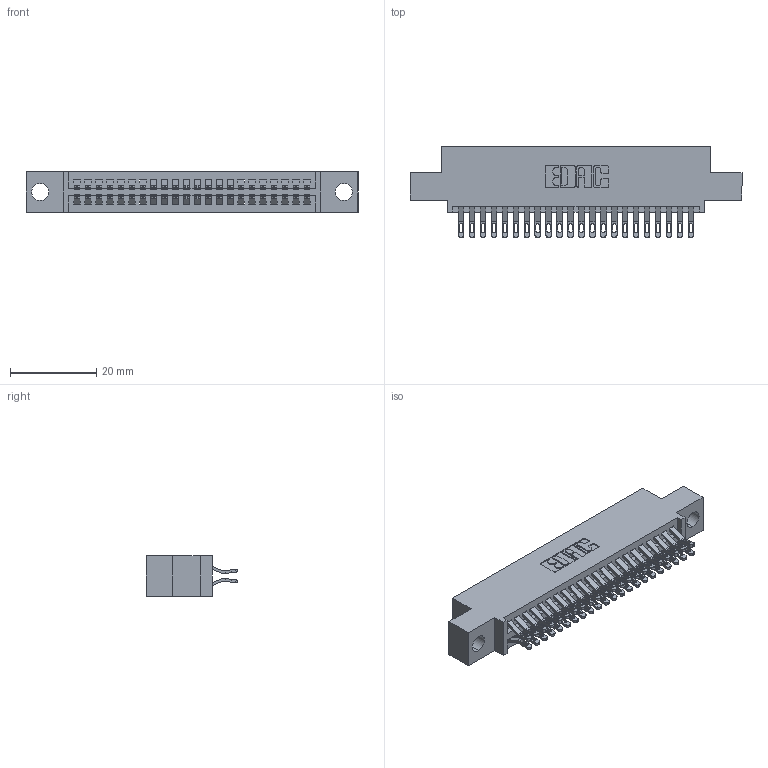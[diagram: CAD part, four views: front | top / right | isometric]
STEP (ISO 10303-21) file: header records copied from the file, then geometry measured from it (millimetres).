
FILE_DESCRIPTION (( 'STEP AP203' ), '1' );
FILE_NAME ('395-044-555-504.STEP', '2021-06-16T22:45:09', ( '' ), ( '' ), 'SwSTEP 2.0', 'SolidWorks 2020', '' );
FILE_SCHEMA (( 'CONFIG_CONTROL_DESIGN' ));
Length unit declared in the file: inch
Products named in the file (3): 345 Part_0.110 Offset - 0.156 Dia-TI; 395-044-555-504; 345-292-001_555 Tail
Assembly tree (45 placements, depth 2):
  395-044-555-504
    345 Part_0.110 Offset - 0.156 Dia-TI
    345-292-001_555 Tail  x44
Bounding box: 77.09 x 21.13 x 9.4 mm (x, y, z)
Volume: 7251.2 mm3; surface area: 10719.4 mm2
Topology: 45 solids, 45 shells, 2608 faces, 8177 edges, 5450 vertices
Faces by surface type: plane 1462, cylinder 1146
Entity records: 20831 total; most frequent: CARTESIAN_POINT 3552, ORIENTED_EDGE 3454, DIRECTION 3123, EDGE_CURVE 1727, LINE 1487, VECTOR 1487, VERTEX_POINT 1150, AXIS2_PLACEMENT_3D 818
